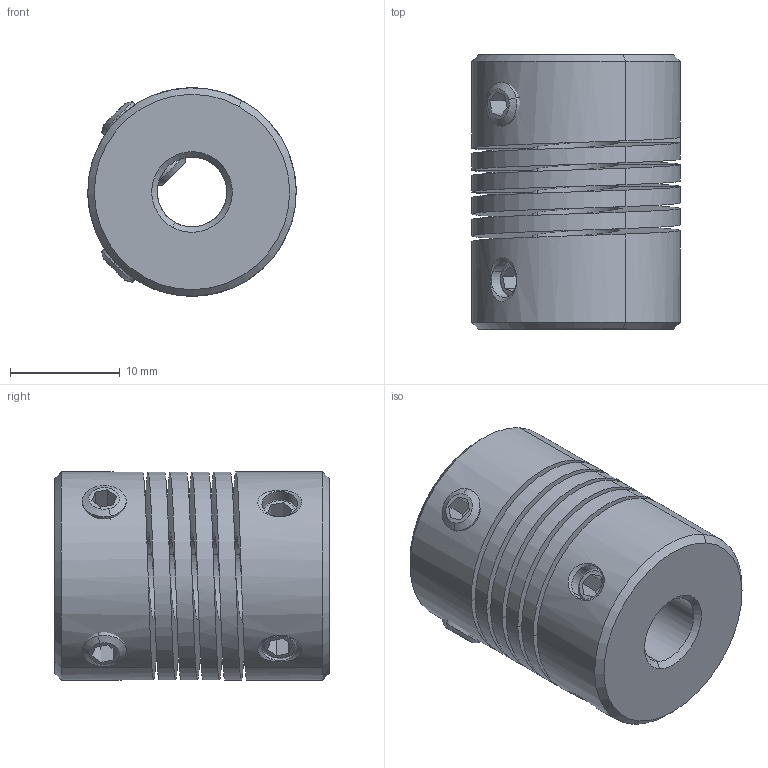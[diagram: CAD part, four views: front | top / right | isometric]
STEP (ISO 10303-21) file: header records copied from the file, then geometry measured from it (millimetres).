
FILE_DESCRIPTION(('CATIA V5 STEP Exchange'),'2;1');
FILE_NAME('CHINA_Coupling flexible_D19L25_6,35x8.stp','2020-07-13T20:53:50+00:00',('none'),('none'),'CATIA Version 5 Release 19 SP 9 (IN-10)','CATIA V5 STEP AP214','none');
FILE_SCHEMA(('AUTOMOTIVE_DESIGN { 1 0 10303 214 1 1 1 1 }'));
Length unit declared in the file: millimetre
Products named in the file (1): CHINA_Coupling flexible_D19L25_6,35x8
Bounding box: 19 x 25 x 18.99 mm (x, y, z)
Volume: 5414.6 mm3; surface area: 5269.7 mm2
Topology: 5 solids, 5 shells, 136 faces, 345 edges, 219 vertices
Faces by surface type: cylinder 41, plane 40, cone 35, bspline 20
Entity records: 5123 total; most frequent: CARTESIAN_POINT 2179, ORIENTED_EDGE 690, DIRECTION 357, EDGE_CURVE 345, VERTEX_POINT 219, VECTOR 157, LINE 157, EDGE_LOOP 148
